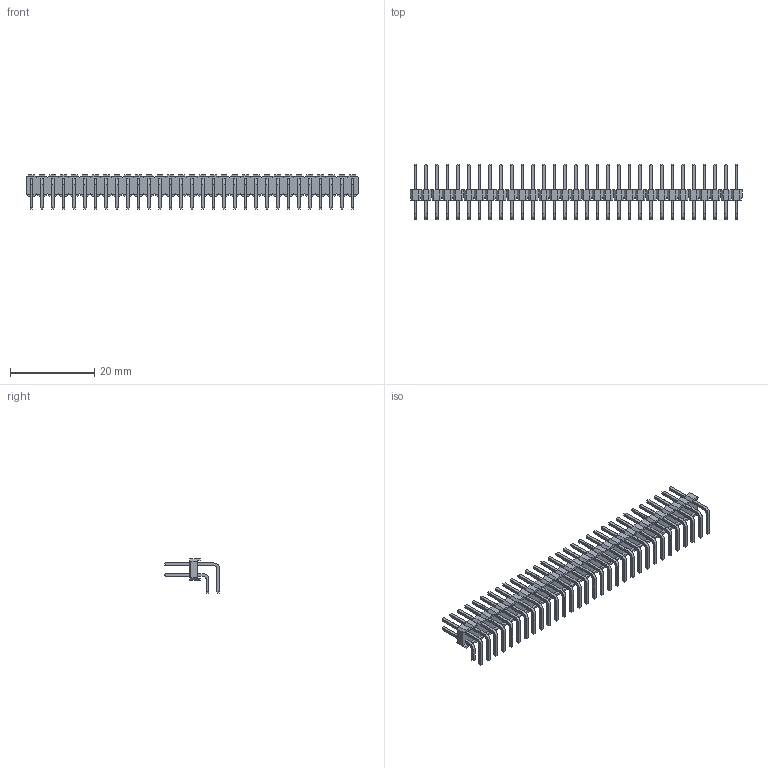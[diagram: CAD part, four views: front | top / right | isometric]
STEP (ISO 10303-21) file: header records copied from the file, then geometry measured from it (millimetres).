
FILE_DESCRIPTION(('STEP AP214'), '1');
FILE_NAME('PLD-R1', '', ('UNSPECIFIED'), ('UNSPECIFIED'), 'ASCON STEP Converter 1.6', 'ASCON Math Kernel', '');
FILE_SCHEMA(('AUTOMOTIVE_DESIGN { 1 0 10303 214 3 1 1}'));
Length unit declared in the file: millimetre
Bounding box: 78.74 x 13.04 x 8.08 mm (x, y, z)
Volume: 1082.4 mm3; surface area: 3635.2 mm2
Topology: 1 solids, 1 shells, 1836 faces, 4544 edges, 2864 vertices
Faces by surface type: plane 1712, cylinder 124
Entity records: 67516 total; most frequent: CARTESIAN_POINT 9245, ORIENTED_EDGE 9088, DIRECTION 8466, EDGE_CURVE 4544, LINE 4296, VECTOR 4296, VERTEX_POINT 2864, AXIS2_PLACEMENT_3D 2085
